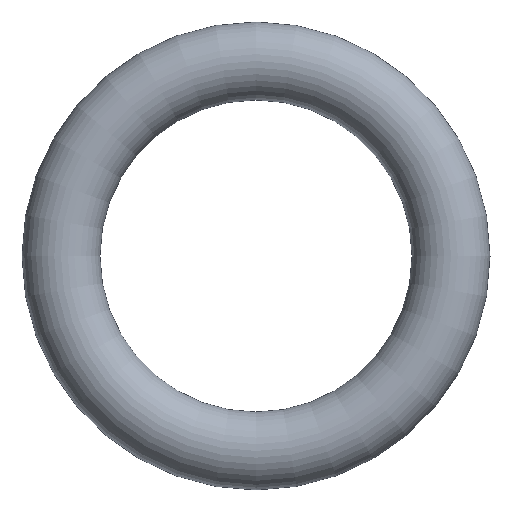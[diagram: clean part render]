
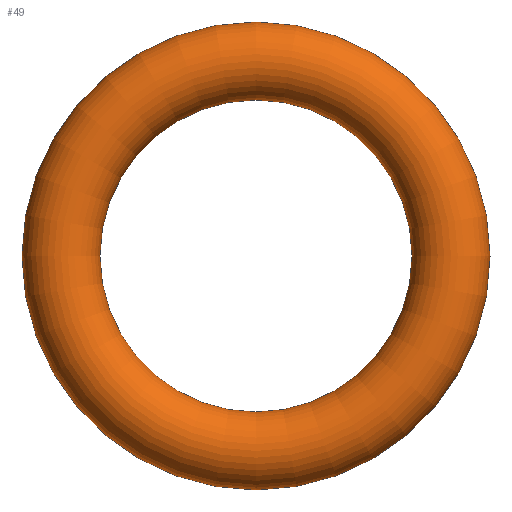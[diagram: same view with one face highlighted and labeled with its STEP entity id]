
A CAD part, top view. The second image highlights one B-rep face of the part: STEP entity #49.
In plain terms, the highlighted toroidal (fillet/blend) face has major radius 127 mm and minor radius 25.4 mm.
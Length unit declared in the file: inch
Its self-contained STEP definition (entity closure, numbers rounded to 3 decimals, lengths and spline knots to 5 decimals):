
#24=CARTESIAN_POINT('',(-6.,0.,0.));
#25=VERTEX_POINT('',#24);
#26=CARTESIAN_POINT('',(-5.,0.,0.));
#27=DIRECTION('',(0.,1.,0.));
#28=DIRECTION('',(-1.,0.,0.));
#29=AXIS2_PLACEMENT_3D('',#26,#27,#28);
#30=CIRCLE('',#29,1.);
#31=EDGE_CURVE('',#25,#25,#30,.T.);
#32=ORIENTED_EDGE('',*,*,#31,.F.);
#33=CARTESIAN_POINT('',(0.,0.,0.));
#34=DIRECTION('',(0.,0.,1.));
#35=DIRECTION('',(-1.,0.,0.));
#36=AXIS2_PLACEMENT_3D('',#33,#34,#35);
#37=CIRCLE('',#36,6.);
#38=EDGE_CURVE('',#25,#25,#37,.T.);
#39=ORIENTED_EDGE('',*,*,#38,.T.);
#40=ORIENTED_EDGE('',*,*,#31,.T.);
#41=ORIENTED_EDGE('',*,*,#38,.F.);
#42=EDGE_LOOP('',(#32,#39,#40,#41));
#43=FACE_OUTER_BOUND('',#42,.T.);
#44=CARTESIAN_POINT('',(0.,0.,0.));
#45=DIRECTION('',(0.,0.,1.));
#46=DIRECTION('',(-1.,0.,0.));
#47=AXIS2_PLACEMENT_3D('',#44,#45,#46);
#48=TOROIDAL_SURFACE('',#47,5.,1.);
#49=ADVANCED_FACE('',(#43),#48,.T.);
